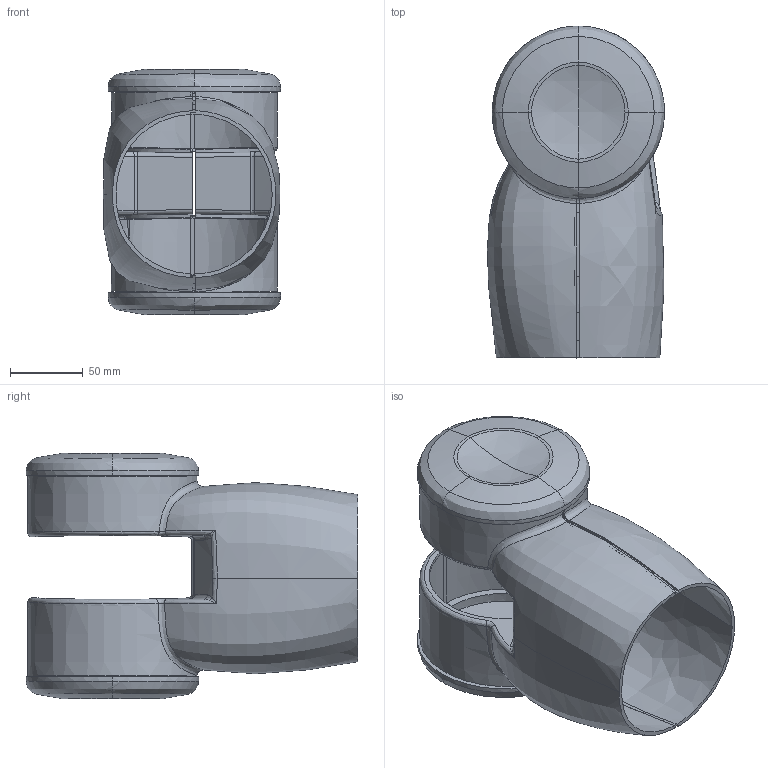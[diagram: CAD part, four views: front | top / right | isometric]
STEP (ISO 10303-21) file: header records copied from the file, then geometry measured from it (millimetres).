
FILE_DESCRIPTION (( 'STEP AP203' ), '1' );
FILE_NAME ('W1.STEP', '2014-09-30T14:20:12', ( '' ), ( '' ), 'SwSTEP 2.0', 'SolidWorks 2013', '' );
FILE_SCHEMA (( 'CONFIG_CONTROL_DESIGN' ));
Length unit declared in the file: millimetre
Products named in the file (1): W1
Bounding box: 121.43 x 227.36 x 168.3 mm (x, y, z)
Surface area: 214023.8 mm2 (no closed solid volume)
Topology: 0 solids, 4 shells, 180 faces, 600 edges, 412 vertices
Faces by surface type: bspline 110, plane 43, cylinder 14, cone 9, sphere 4
Entity records: 31921 total; most frequent: CARTESIAN_POINT 27766, ORIENTED_EDGE 1018, EDGE_CURVE 596, DIRECTION 470, VERTEX_POINT 412, B_SPLINE_CURVE_WITH_KNOTS 276, VECTOR 232, LINE 232
